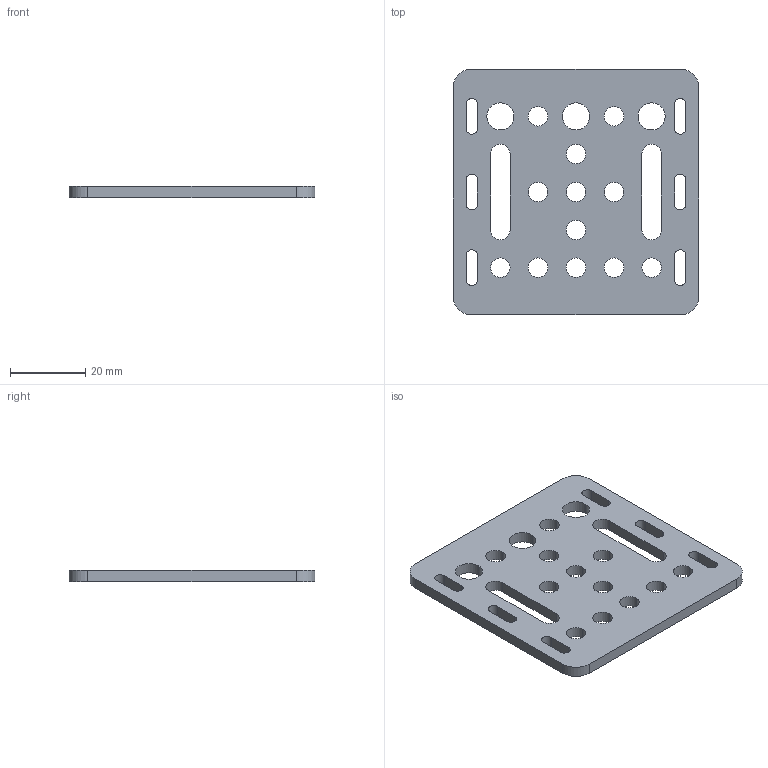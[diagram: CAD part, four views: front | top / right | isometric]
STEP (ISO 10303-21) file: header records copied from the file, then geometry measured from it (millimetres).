
FILE_DESCRIPTION (( 'STEP AP214' ), '1' );
FILE_NAME ('A165 Ïëàñòèíà ïîðòàëüíàÿ 65õ65 äëÿ ðîëèêîâ.STEP', '2019-09-03T08:01:52', ( 'Windows User' ), ( '' ), 'SwSTEP 2.0', 'SolidWorks 2018', '' );
FILE_SCHEMA (( 'AUTOMOTIVE_DESIGN' ));
Length unit declared in the file: millimetre
Products named in the file (1): A165 Ïëàñòèíà ïîðòàëüíàÿ  65õ65 äëÿ ðîëèêîâ
Bounding box: 65.5 x 65.5 x 3 mm (x, y, z)
Volume: 10436.4 mm3; surface area: 9254.8 mm2
Topology: 1 solids, 1 shells, 72 faces, 210 edges, 140 vertices
Faces by surface type: cylinder 50, plane 22
Entity records: 2560 total; most frequent: DIRECTION 456, CARTESIAN_POINT 423, ORIENTED_EDGE 420, EDGE_CURVE 210, AXIS2_PLACEMENT_3D 173, VERTEX_POINT 140, EDGE_LOOP 118, VECTOR 110
